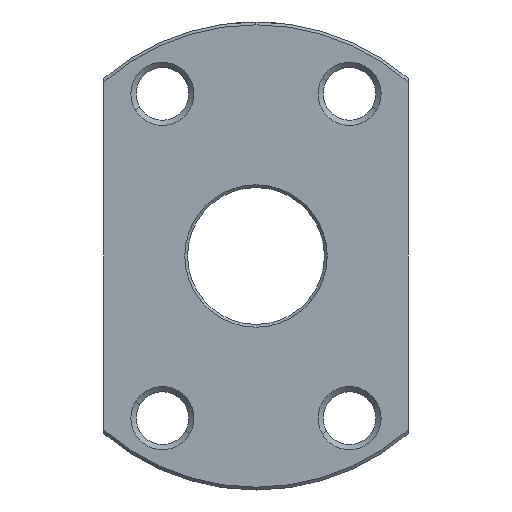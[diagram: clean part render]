
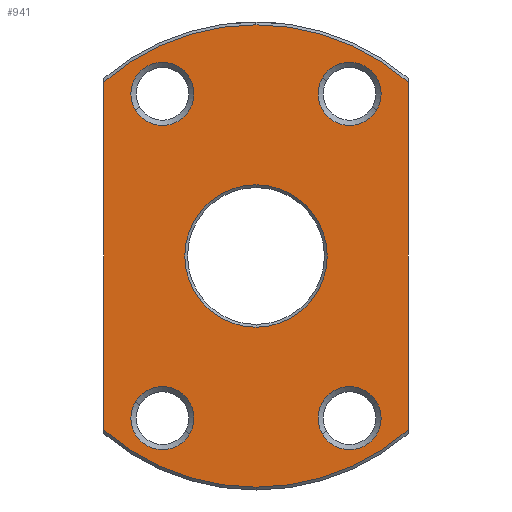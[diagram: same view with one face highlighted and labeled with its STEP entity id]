
A CAD part, left-side view. The second image highlights one B-rep face of the part: STEP entity #941.
In plain terms, the highlighted planar face has unit normal (-1, 0, 0).
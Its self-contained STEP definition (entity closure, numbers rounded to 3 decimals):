
#58=PLANE('',#1060);
#100=CIRCLE('',#964,19.762);
#101=CIRCLE('',#966,2.7);
#105=CIRCLE('',#973,2.7);
#109=CIRCLE('',#980,2.7);
#113=CIRCLE('',#987,2.7);
#117=CIRCLE('',#994,19.762);
#121=CIRCLE('',#1001,6.084);
#130=CIRCLE('',#1019,6.084);
#140=CIRCLE('',#1034,19.762);
#143=CIRCLE('',#1041,2.7);
#146=CIRCLE('',#1047,2.7);
#149=CIRCLE('',#1053,2.7);
#152=CIRCLE('',#1059,2.7);
#153=CIRCLE('',#1061,19.762);
#176=VERTEX_POINT('',#1121);
#177=VERTEX_POINT('',#1125);
#178=VERTEX_POINT('',#1129);
#180=VERTEX_POINT('',#1132);
#186=VERTEX_POINT('',#1150);
#188=VERTEX_POINT('',#1153);
#194=VERTEX_POINT('',#1171);
#196=VERTEX_POINT('',#1174);
#202=VERTEX_POINT('',#1192);
#204=VERTEX_POINT('',#1195);
#210=VERTEX_POINT('',#1213);
#212=VERTEX_POINT('',#1216);
#221=VERTEX_POINT('',#1262);
#223=VERTEX_POINT('',#1265);
#232=VERTEX_POINT('',#1321);
#233=VERTEX_POINT('',#1322);
#289=VECTOR('',#1593,1.);
#294=VECTOR('',#1626,1.);
#344=LINE('',#1320,#289);
#349=LINE('',#1360,#294);
#370=EDGE_CURVE('',#177,#176,#100,.T.);
#372=EDGE_CURVE('',#180,#178,#101,.T.);
#382=EDGE_CURVE('',#188,#186,#105,.T.);
#392=EDGE_CURVE('',#196,#194,#109,.T.);
#402=EDGE_CURVE('',#204,#202,#113,.T.);
#412=EDGE_CURVE('',#210,#212,#117,.T.);
#425=EDGE_CURVE('',#223,#221,#121,.T.);
#444=EDGE_CURVE('',#221,#223,#130,.T.);
#445=EDGE_CURVE('',#232,#233,#344,.T.);
#463=EDGE_CURVE('',#232,#210,#140,.T.);
#464=EDGE_CURVE('',#177,#212,#349,.T.);
#467=EDGE_CURVE('',#202,#204,#143,.T.);
#470=EDGE_CURVE('',#194,#196,#146,.T.);
#473=EDGE_CURVE('',#186,#188,#149,.T.);
#476=EDGE_CURVE('',#178,#180,#152,.T.);
#477=EDGE_CURVE('',#176,#233,#153,.T.);
#704=ORIENTED_EDGE('',*,*,#444,.T.);
#705=ORIENTED_EDGE('',*,*,#425,.T.);
#706=ORIENTED_EDGE('',*,*,#445,.T.);
#707=ORIENTED_EDGE('',*,*,#477,.F.);
#708=ORIENTED_EDGE('',*,*,#370,.F.);
#709=ORIENTED_EDGE('',*,*,#464,.T.);
#710=ORIENTED_EDGE('',*,*,#412,.F.);
#711=ORIENTED_EDGE('',*,*,#463,.F.);
#712=ORIENTED_EDGE('',*,*,#467,.T.);
#713=ORIENTED_EDGE('',*,*,#402,.T.);
#714=ORIENTED_EDGE('',*,*,#470,.T.);
#715=ORIENTED_EDGE('',*,*,#392,.T.);
#716=ORIENTED_EDGE('',*,*,#473,.T.);
#717=ORIENTED_EDGE('',*,*,#382,.T.);
#718=ORIENTED_EDGE('',*,*,#476,.T.);
#719=ORIENTED_EDGE('',*,*,#372,.T.);
#806=EDGE_LOOP('',(#704,#705));
#807=EDGE_LOOP('',(#706,#707,#708,#709,#710,#711));
#808=EDGE_LOOP('',(#712,#713));
#809=EDGE_LOOP('',(#714,#715));
#810=EDGE_LOOP('',(#716,#717));
#811=EDGE_LOOP('',(#718,#719));
#876=FACE_BOUND('',#806,.T.);
#877=FACE_BOUND('',#807,.T.);
#878=FACE_BOUND('',#808,.T.);
#879=FACE_BOUND('',#809,.T.);
#880=FACE_BOUND('',#810,.T.);
#881=FACE_BOUND('',#811,.T.);
#941=ADVANCED_FACE('',(#876,#877,#878,#879,#880,#881),#58,.T.);
#964=AXIS2_PLACEMENT_3D('',#1126,#1441,#1442);
#966=AXIS2_PLACEMENT_3D('',#1131,#1446,#1447);
#973=AXIS2_PLACEMENT_3D('',#1152,#1466,#1467);
#980=AXIS2_PLACEMENT_3D('',#1173,#1486,#1487);
#987=AXIS2_PLACEMENT_3D('',#1194,#1506,#1507);
#994=AXIS2_PLACEMENT_3D('',#1215,#1526,#1527);
#1001=AXIS2_PLACEMENT_3D('',#1264,#1545,#1546);
#1019=AXIS2_PLACEMENT_3D('',#1318,#1590,#1591);
#1034=AXIS2_PLACEMENT_3D('',#1358,#1623,#1624);
#1041=AXIS2_PLACEMENT_3D('',#1366,#1637,#1638);
#1047=AXIS2_PLACEMENT_3D('',#1372,#1649,#1650);
#1053=AXIS2_PLACEMENT_3D('',#1378,#1661,#1662);
#1059=AXIS2_PLACEMENT_3D('',#1384,#1673,#1674);
#1060=AXIS2_PLACEMENT_3D('',#1385,#1675,$);
#1061=AXIS2_PLACEMENT_3D('',#1386,#1676,#1677);
#1121=CARTESIAN_POINT('',(733.5,0.,-19.762));
#1125=CARTESIAN_POINT('',(733.5,-13.,-14.884));
#1126=CARTESIAN_POINT('',(733.5,0.,0.));
#1129=CARTESIAN_POINT('',(733.5,-5.662,15.206));
#1131=CARTESIAN_POINT('',(733.5,-8.,13.856));
#1132=CARTESIAN_POINT('',(733.5,-10.338,12.506));
#1150=CARTESIAN_POINT('',(733.5,10.338,12.506));
#1152=CARTESIAN_POINT('',(733.5,8.,13.856));
#1153=CARTESIAN_POINT('',(733.5,5.662,15.206));
#1171=CARTESIAN_POINT('',(733.5,5.662,-15.206));
#1173=CARTESIAN_POINT('',(733.5,8.,-13.856));
#1174=CARTESIAN_POINT('',(733.5,10.338,-12.506));
#1192=CARTESIAN_POINT('',(733.5,-10.338,-12.506));
#1194=CARTESIAN_POINT('',(733.5,-8.,-13.856));
#1195=CARTESIAN_POINT('',(733.5,-5.662,-15.206));
#1213=CARTESIAN_POINT('',(733.5,0.,19.762));
#1215=CARTESIAN_POINT('',(733.5,0.,0.));
#1216=CARTESIAN_POINT('',(733.5,-13.,14.884));
#1262=CARTESIAN_POINT('',(733.5,0.,6.084));
#1264=CARTESIAN_POINT('',(733.5,0.,0.));
#1265=CARTESIAN_POINT('',(733.5,0.,-6.084));
#1318=CARTESIAN_POINT('',(733.5,0.,0.));
#1320=CARTESIAN_POINT('',(733.5,13.,14.884));
#1321=CARTESIAN_POINT('',(733.5,13.,14.884));
#1322=CARTESIAN_POINT('',(733.5,13.,-14.884));
#1358=CARTESIAN_POINT('',(733.5,0.,0.));
#1360=CARTESIAN_POINT('',(733.5,-13.,-14.884));
#1366=CARTESIAN_POINT('',(733.5,-8.,-13.856));
#1372=CARTESIAN_POINT('',(733.5,8.,-13.856));
#1378=CARTESIAN_POINT('',(733.5,8.,13.856));
#1384=CARTESIAN_POINT('',(733.5,-8.,13.856));
#1385=CARTESIAN_POINT('',(733.5,0.,9.881));
#1386=CARTESIAN_POINT('',(733.5,0.,0.));
#1441=DIRECTION('',(1.,0.,0.));
#1442=DIRECTION('',(0.,0.,19.762));
#1446=DIRECTION('',(1.,0.,0.));
#1447=DIRECTION('',(0.,2.338,1.35));
#1466=DIRECTION('',(1.,0.,0.));
#1467=DIRECTION('',(0.,2.338,-1.35));
#1486=DIRECTION('',(1.,0.,0.));
#1487=DIRECTION('',(0.,-2.338,-1.35));
#1506=DIRECTION('',(1.,0.,0.));
#1507=DIRECTION('',(0.,-2.338,1.35));
#1526=DIRECTION('',(1.,0.,0.));
#1527=DIRECTION('',(0.,0.,19.762));
#1545=DIRECTION('',(1.,0.,0.));
#1546=DIRECTION('',(0.,0.,6.084));
#1590=DIRECTION('',(1.,0.,0.));
#1591=DIRECTION('',(0.,0.,6.084));
#1593=DIRECTION('',(0.,0.,-1.));
#1623=DIRECTION('',(1.,0.,0.));
#1624=DIRECTION('',(0.,0.,19.762));
#1626=DIRECTION('',(0.,0.,1.));
#1637=DIRECTION('',(1.,0.,0.));
#1638=DIRECTION('',(0.,-2.338,1.35));
#1649=DIRECTION('',(1.,0.,0.));
#1650=DIRECTION('',(0.,-2.338,-1.35));
#1661=DIRECTION('',(1.,0.,0.));
#1662=DIRECTION('',(0.,2.338,-1.35));
#1673=DIRECTION('',(1.,0.,0.));
#1674=DIRECTION('',(0.,2.338,1.35));
#1675=DIRECTION('',(-1.,0.,0.));
#1676=DIRECTION('',(1.,0.,0.));
#1677=DIRECTION('',(0.,0.,19.762));
